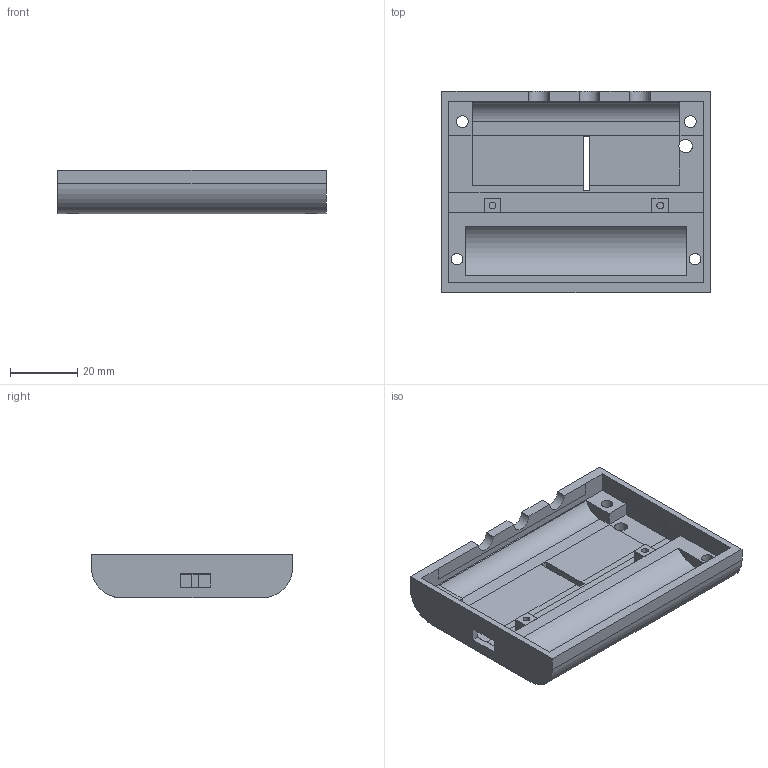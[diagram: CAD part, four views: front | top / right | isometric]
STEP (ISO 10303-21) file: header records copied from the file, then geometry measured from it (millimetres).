
FILE_DESCRIPTION(('FreeCAD Model'),'2;1');
FILE_NAME('Open CASCADE Shape Model','2024-09-09T17:54:59',(''),(''), 'Open CASCADE STEP processor 7.6','FreeCAD','Unknown');
FILE_SCHEMA(('AUTOMOTIVE_DESIGN { 1 0 10303 214 1 1 1 1 }'));
Length unit declared in the file: millimetre
Products named in the file (1): Body
Bounding box: 80 x 60 x 13 mm (x, y, z)
Volume: 22833.2 mm3; surface area: 15553.2 mm2
Topology: 1 solids, 1 shells, 95 faces, 275 edges, 180 vertices
Faces by surface type: plane 81, cylinder 14
Full cylindrical faces by diameter (mm): 2 x2, 3.5 x4, 4 x1
Entity records: 6684 total; most frequent: CARTESIAN_POINT 1153, DIRECTION 1039, LINE 713, VECTOR 713, ORIENTED_EDGE 542, PCURVE 542, DEFINITIONAL_REPRESENTATION 542, EDGE_CURVE 271
